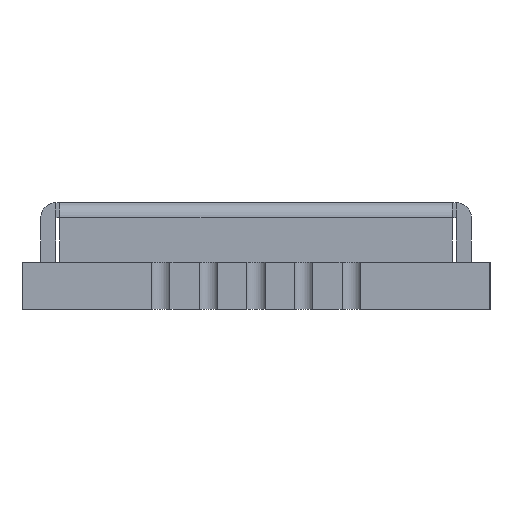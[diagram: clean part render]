
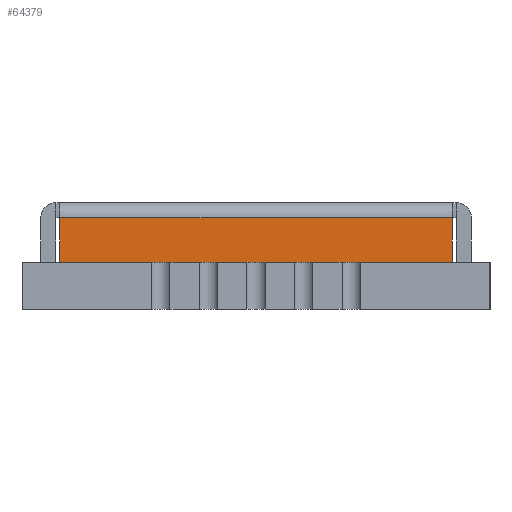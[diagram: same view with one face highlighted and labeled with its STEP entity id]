
A CAD part, left-side view. The second image highlights one B-rep face of the part: STEP entity #64379.
In plain terms, the highlighted face is planar.
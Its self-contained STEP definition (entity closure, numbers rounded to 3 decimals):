
#63961 = VERTEX_POINT('',#63962);
#63962 = CARTESIAN_POINT('',(10.794,14.5,1.2));
#63979 = VERTEX_POINT('',#63980);
#63980 = CARTESIAN_POINT('',(10.794,14.5,0.));
#63986 = EDGE_CURVE('',#63961,#63979,#63987,.T.);
#63987 = LINE('',#63988,#63989);
#63988 = CARTESIAN_POINT('',(10.794,14.5,0.));
#63989 = VECTOR('',#63990,1.);
#63990 = DIRECTION('',(0.,0.,-1.));
#64136 = VERTEX_POINT('',#64137);
#64137 = CARTESIAN_POINT('',(0.306,14.5,1.2));
#64144 = EDGE_CURVE('',#64145,#64136,#64147,.T.);
#64145 = VERTEX_POINT('',#64146);
#64146 = CARTESIAN_POINT('',(0.306,14.5,0.));
#64147 = LINE('',#64148,#64149);
#64148 = CARTESIAN_POINT('',(0.306,14.5,0.));
#64149 = VECTOR('',#64150,1.);
#64150 = DIRECTION('',(0.,0.,1.));
#64367 = EDGE_CURVE('',#63961,#64136,#64368,.T.);
#64368 = LINE('',#64369,#64370);
#64369 = CARTESIAN_POINT('',(8.225,14.5,1.2));
#64370 = VECTOR('',#64371,1.);
#64371 = DIRECTION('',(-1.,0.,0.));
#64379 = ADVANCED_FACE('',(#64380),#64391,.T.);
#64380 = FACE_BOUND('',#64381,.T.);
#64381 = EDGE_LOOP('',(#64382,#64383,#64389,#64390));
#64382 = ORIENTED_EDGE('',*,*,#63986,.T.);
#64383 = ORIENTED_EDGE('',*,*,#64384,.T.);
#64384 = EDGE_CURVE('',#63979,#64145,#64385,.T.);
#64385 = LINE('',#64386,#64387);
#64386 = CARTESIAN_POINT('',(10.9,14.5,0.));
#64387 = VECTOR('',#64388,1.);
#64388 = DIRECTION('',(-1.,0.,0.));
#64389 = ORIENTED_EDGE('',*,*,#64144,.T.);
#64390 = ORIENTED_EDGE('',*,*,#64367,.F.);
#64391 = PLANE('',#64392);
#64392 = AXIS2_PLACEMENT_3D('',#64393,#64394,#64395);
#64393 = CARTESIAN_POINT('',(10.9,14.5,0.));
#64394 = DIRECTION('',(0.,1.,0.));
#64395 = DIRECTION('',(-1.,0.,0.));
